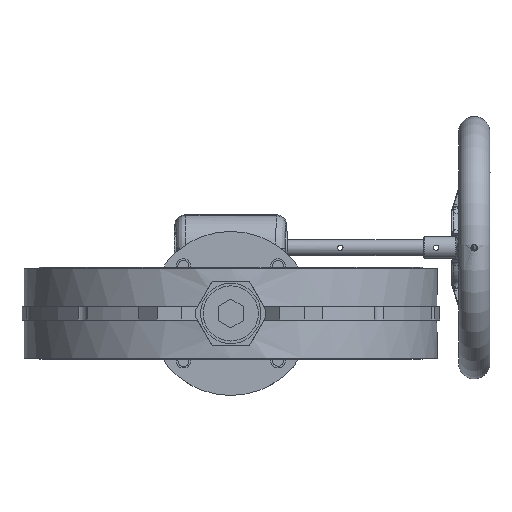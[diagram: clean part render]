
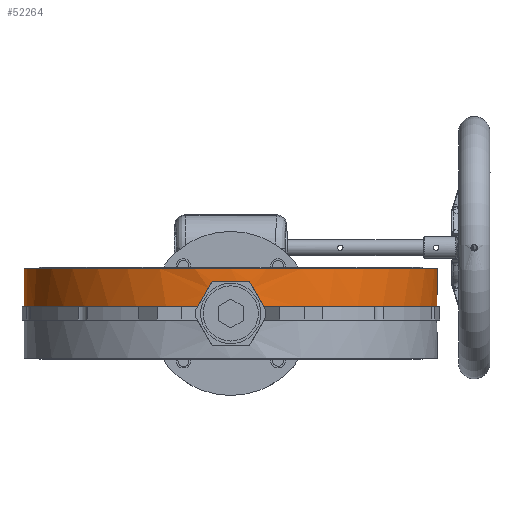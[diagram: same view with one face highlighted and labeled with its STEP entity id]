
A CAD part, front view. The second image highlights one B-rep face of the part: STEP entity #52264.
In plain terms, the highlighted cylindrical face has radius 157.5 mm (diameter 315 mm), a full revolution.
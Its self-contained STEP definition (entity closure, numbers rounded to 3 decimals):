
#1001=ELLIPSE('',#57403,315.,157.5);
#1002=ELLIPSE('',#57405,315.,157.5);
#1003=ELLIPSE('',#57407,315.,157.5);
#1004=ELLIPSE('',#57409,315.,157.5);
#3013=CYLINDRICAL_SURFACE('',#57400,157.5);
#6139=FACE_OUTER_BOUND('',#9255,.T.);
#9255=EDGE_LOOP('',(#46456,#46457,#46458,#46459,#46460,#46461,#46462,#46463,
#46464,#46465,#46466,#46467,#46468,#46469));
#13542=CIRCLE('',#57401,157.5);
#13543=CIRCLE('',#57402,157.5);
#13544=CIRCLE('',#57404,157.5);
#13545=CIRCLE('',#57406,157.5);
#13546=CIRCLE('',#57408,157.5);
#13547=CIRCLE('',#57410,157.5);
#16280=LINE('',#187341,#19603);
#16281=LINE('',#187355,#19604);
#16282=LINE('',#187359,#19605);
#19603=VECTOR('',#69856,157.5);
#19604=VECTOR('',#69869,1000.);
#19605=VECTOR('',#69872,1000.);
#24644=VERTEX_POINT('',#187338);
#24645=VERTEX_POINT('',#187340);
#24646=VERTEX_POINT('',#187342);
#24647=VERTEX_POINT('',#187344);
#24648=VERTEX_POINT('',#187346);
#24649=VERTEX_POINT('',#187348);
#24650=VERTEX_POINT('',#187350);
#24651=VERTEX_POINT('',#187352);
#24652=VERTEX_POINT('',#187354);
#24653=VERTEX_POINT('',#187356);
#24654=VERTEX_POINT('',#187358);
#24655=VERTEX_POINT('',#187360);
#32045=EDGE_CURVE('',#24644,#24644,#13542,.T.);
#32046=EDGE_CURVE('',#24644,#24645,#16280,.T.);
#32047=EDGE_CURVE('',#24645,#24646,#13543,.T.);
#32048=EDGE_CURVE('',#24646,#24647,#1001,.T.);
#32049=EDGE_CURVE('',#24647,#24648,#13544,.T.);
#32050=EDGE_CURVE('',#24648,#24649,#1002,.T.);
#32051=EDGE_CURVE('',#24649,#24650,#13545,.T.);
#32052=EDGE_CURVE('',#24650,#24651,#1003,.T.);
#32053=EDGE_CURVE('',#24652,#24651,#16281,.T.);
#32054=EDGE_CURVE('',#24652,#24653,#13546,.T.);
#32055=EDGE_CURVE('',#24654,#24653,#16282,.T.);
#32056=EDGE_CURVE('',#24654,#24655,#1004,.T.);
#32057=EDGE_CURVE('',#24655,#24645,#13547,.T.);
#46456=ORIENTED_EDGE('',*,*,#32045,.F.);
#46457=ORIENTED_EDGE('',*,*,#32046,.T.);
#46458=ORIENTED_EDGE('',*,*,#32047,.T.);
#46459=ORIENTED_EDGE('',*,*,#32048,.T.);
#46460=ORIENTED_EDGE('',*,*,#32049,.T.);
#46461=ORIENTED_EDGE('',*,*,#32050,.T.);
#46462=ORIENTED_EDGE('',*,*,#32051,.T.);
#46463=ORIENTED_EDGE('',*,*,#32052,.T.);
#46464=ORIENTED_EDGE('',*,*,#32053,.F.);
#46465=ORIENTED_EDGE('',*,*,#32054,.T.);
#46466=ORIENTED_EDGE('',*,*,#32055,.F.);
#46467=ORIENTED_EDGE('',*,*,#32056,.T.);
#46468=ORIENTED_EDGE('',*,*,#32057,.T.);
#46469=ORIENTED_EDGE('',*,*,#32046,.F.);
#52264=ADVANCED_FACE('',(#6139),#3013,.T.);
#57400=AXIS2_PLACEMENT_3D('',#187337,#69852,#69853);
#57401=AXIS2_PLACEMENT_3D('',#187339,#69854,#69855);
#57402=AXIS2_PLACEMENT_3D('',#187343,#69857,#69858);
#57403=AXIS2_PLACEMENT_3D('',#187345,#69859,#69860);
#57404=AXIS2_PLACEMENT_3D('',#187347,#69861,#69862);
#57405=AXIS2_PLACEMENT_3D('',#187349,#69863,#69864);
#57406=AXIS2_PLACEMENT_3D('',#187351,#69865,#69866);
#57407=AXIS2_PLACEMENT_3D('',#187353,#69867,#69868);
#57408=AXIS2_PLACEMENT_3D('',#187357,#69870,#69871);
#57409=AXIS2_PLACEMENT_3D('',#187361,#69873,#69874);
#57410=AXIS2_PLACEMENT_3D('',#187362,#69875,#69876);
#69852=DIRECTION('center_axis',(0.,0.,1.));
#69853=DIRECTION('ref_axis',(1.,0.,0.));
#69854=DIRECTION('center_axis',(0.,0.,1.));
#69855=DIRECTION('ref_axis',(1.,0.,0.));
#69856=DIRECTION('',(0.,0.,-1.));
#69857=DIRECTION('center_axis',(0.,0.,1.));
#69858=DIRECTION('ref_axis',(1.,0.,0.));
#69859=DIRECTION('center_axis',(-0.866,0.,
0.5));
#69860=DIRECTION('ref_axis',(0.5,0.,0.866));
#69861=DIRECTION('center_axis',(0.,0.,1.));
#69862=DIRECTION('ref_axis',(-1.,0.,0.));
#69863=DIRECTION('center_axis',(0.866,0.,
0.5));
#69864=DIRECTION('ref_axis',(0.5,0.,-0.866));
#69865=DIRECTION('center_axis',(0.,0.,1.));
#69866=DIRECTION('ref_axis',(1.,0.,0.));
#69867=DIRECTION('center_axis',(0.866,0.,
0.5));
#69868=DIRECTION('ref_axis',(0.5,0.,-0.866));
#69869=DIRECTION('',(0.,0.,-1.));
#69870=DIRECTION('center_axis',(0.,0.,1.));
#69871=DIRECTION('ref_axis',(-1.,0.,0.));
#69872=DIRECTION('',(0.,0.,1.));
#69873=DIRECTION('center_axis',(-0.866,0.,
0.5));
#69874=DIRECTION('ref_axis',(0.5,0.,0.866));
#69875=DIRECTION('center_axis',(0.,0.,1.));
#69876=DIRECTION('ref_axis',(1.,0.,0.));
#187337=CARTESIAN_POINT('Origin',(0.,0.,115.101));
#187338=CARTESIAN_POINT('',(-157.5,0.,34.));
#187339=CARTESIAN_POINT('Origin',(0.,0.,34.));
#187340=CARTESIAN_POINT('',(-157.5,0.,5.));
#187341=CARTESIAN_POINT('',(-157.5,0.,115.101));
#187342=CARTESIAN_POINT('',(-25.403,-155.438,5.));
#187343=CARTESIAN_POINT('Origin',(0.,0.,5.));
#187344=CARTESIAN_POINT('',(-14.145,-156.864,24.5));
#187345=CARTESIAN_POINT('Origin',(0.,0.,
49.));
#187346=CARTESIAN_POINT('',(14.145,-156.864,24.5));
#187347=CARTESIAN_POINT('Origin',(0.,0.,24.5));
#187348=CARTESIAN_POINT('',(25.403,-155.438,5.));
#187349=CARTESIAN_POINT('Origin',(0.,0.,
49.));
#187350=CARTESIAN_POINT('',(25.403,155.438,5.));
#187351=CARTESIAN_POINT('Origin',(0.,0.,5.));
#187352=CARTESIAN_POINT('',(17.,156.58,19.555));
#187353=CARTESIAN_POINT('Origin',(0.,0.,
49.));
#187354=CARTESIAN_POINT('',(17.,156.58,24.5));
#187355=CARTESIAN_POINT('',(17.,156.58,115.101));
#187356=CARTESIAN_POINT('',(-17.,156.58,24.5));
#187357=CARTESIAN_POINT('Origin',(0.,0.,24.5));
#187358=CARTESIAN_POINT('',(-17.,156.58,19.555));
#187359=CARTESIAN_POINT('',(-17.,156.58,115.101));
#187360=CARTESIAN_POINT('',(-25.403,155.438,5.));
#187361=CARTESIAN_POINT('Origin',(0.,0.,
49.));
#187362=CARTESIAN_POINT('Origin',(0.,0.,5.));
